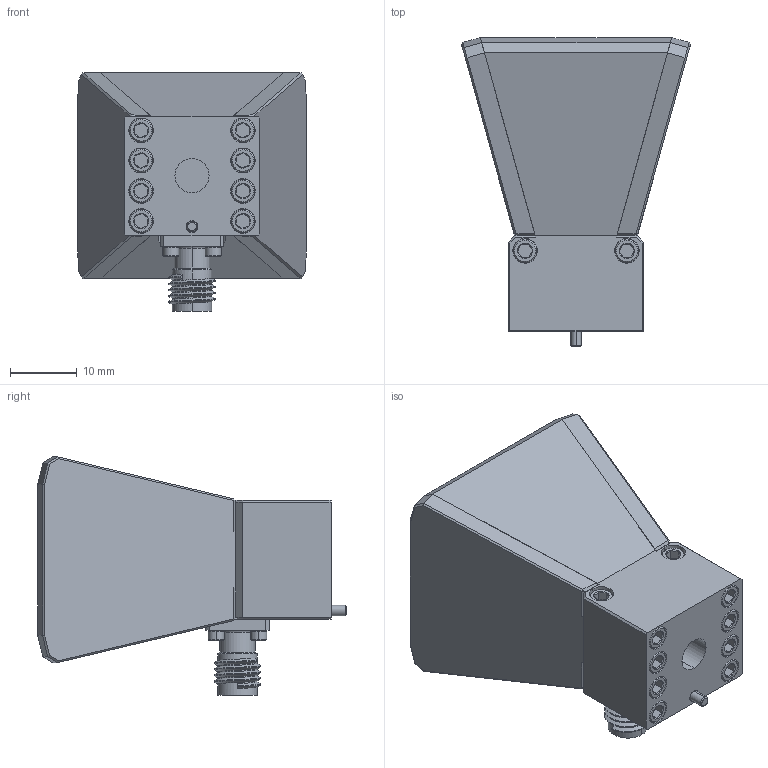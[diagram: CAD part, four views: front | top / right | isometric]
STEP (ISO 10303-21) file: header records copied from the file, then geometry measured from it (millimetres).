
FILE_DESCRIPTION (( 'STEP AP214' ), '1' );
FILE_NAME ('AV-C14-DR-2, CTRLD.STEP', '2024-02-07T21:11:50', ( '' ), ( '' ), 'SwSTEP 2.0', 'SolidWorks 2021', '' );
FILE_SCHEMA (( 'AUTOMOTIVE_DESIGN' ));
Length unit declared in the file: inch
Products named in the file (1): AV-C14-DR-2, CTRLD
Bounding box: 34.28 x 46.22 x 35.71 mm (x, y, z)
Volume: 25177.5 mm3; surface area: 10111.5 mm2
Topology: 10 solids, 10 shells, 538 faces, 1122 edges, 651 vertices
Faces by surface type: plane 255, cone 175, cylinder 103, bspline 3, torus 2
Entity records: 14992 total; most frequent: CARTESIAN_POINT 3496, DIRECTION 2424, ORIENTED_EDGE 2240, EDGE_CURVE 1120, AXIS2_PLACEMENT_3D 905, VERTEX_POINT 651, LINE 614, VECTOR 614
